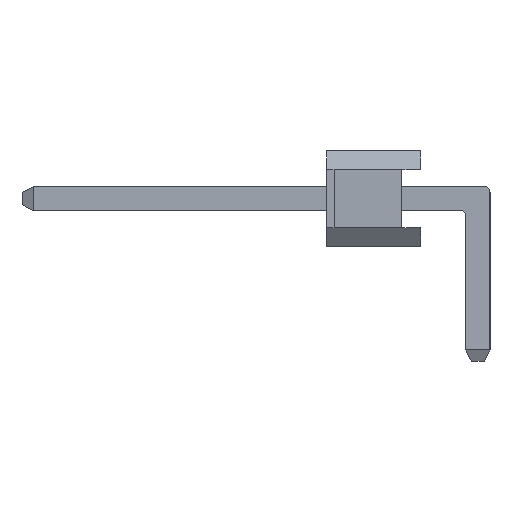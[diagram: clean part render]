
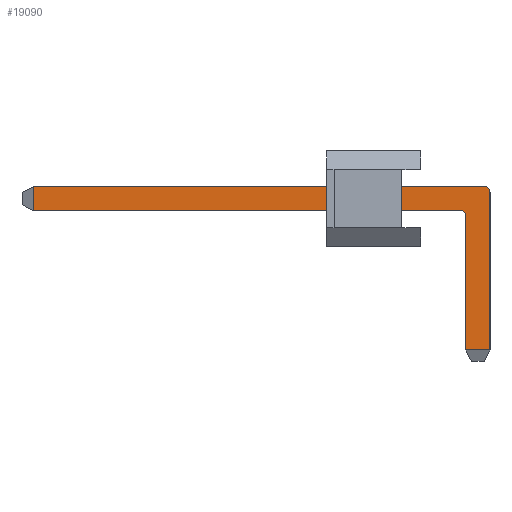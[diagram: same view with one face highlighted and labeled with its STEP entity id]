
A CAD part, left-side view. The second image highlights one B-rep face of the part: STEP entity #19090.
In plain terms, the highlighted planar face has unit normal (-1, 0, 0).
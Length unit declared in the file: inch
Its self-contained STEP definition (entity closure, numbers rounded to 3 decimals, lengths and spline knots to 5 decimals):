
#38 = EDGE_CURVE ( 'NONE', #2242, #9600, #16479, .T. ) ;
#138 = FACE_OUTER_BOUND ( 'NONE', #27552, .T. ) ;
#553 = LINE ( 'NONE', #30139, #24926 ) ;
#1065 = DIRECTION ( 'NONE',  ( -1., 0., 0. ) ) ;
#1484 = EDGE_CURVE ( 'NONE', #19008, #10211, #23028, .T. ) ;
#2242 = VERTEX_POINT ( 'NONE', #9562 ) ;
#2287 = LINE ( 'NONE', #30455, #14099 ) ;
#2660 = LINE ( 'NONE', #28019, #3395 ) ;
#2767 = EDGE_CURVE ( 'NONE', #9600, #23166, #2660, .T. ) ;
#3393 = EDGE_CURVE ( 'NONE', #23166, #14037, #2287, .T. ) ;
#3395 = VECTOR ( 'NONE', #16263, 39.37008 ) ;
#3515 = CIRCLE ( 'NONE', #9609, 0.00591 ) ;
#3693 = CARTESIAN_POINT ( 'NONE',  ( 0., 0.0252, 0.13976 ) ) ;
#3784 = ORIENTED_EDGE ( 'NONE', *, *, #21047, .T. ) ;
#3935 = CARTESIAN_POINT ( 'NONE',  ( 0., 0.0311, 0.13976 ) ) ;
#5106 = EDGE_CURVE ( 'NONE', #10211, #2242, #19524, .T. ) ;
#5417 = ORIENTED_EDGE ( 'NONE', *, *, #1484, .T. ) ;
#5563 = PLANE ( 'NONE',  #12852 ) ;
#6289 = DIRECTION ( 'NONE',  ( 0., 0., -1. ) ) ;
#6944 = VECTOR ( 'NONE', #26569, 39.37008 ) ;
#7629 = EDGE_CURVE ( 'NONE', #22287, #21374, #3515, .T. ) ;
#7696 = EDGE_CURVE ( 'NONE', #21374, #19008, #553, .T. ) ;
#7761 = CARTESIAN_POINT ( 'NONE',  ( 0., 0., -0.06614 ) ) ;
#8460 = ORIENTED_EDGE ( 'NONE', *, *, #5106, .T. ) ;
#8872 = ORIENTED_EDGE ( 'NONE', *, *, #2767, .T. ) ;
#9562 = CARTESIAN_POINT ( 'NONE',  ( 0., 0., 0.16496 ) ) ;
#9600 = VERTEX_POINT ( 'NONE', #23053 ) ;
#9609 = AXIS2_PLACEMENT_3D ( 'NONE', #3935, #20444, #6289 ) ;
#10207 = ORIENTED_EDGE ( 'NONE', *, *, #3393, .T. ) ;
#10211 = VERTEX_POINT ( 'NONE', #27763 ) ;
#10394 = DIRECTION ( 'NONE',  ( 0., -1., 0. ) ) ;
#10418 = CARTESIAN_POINT ( 'NONE',  ( 0., 0.47728, 0.14567 ) ) ;
#11870 = CARTESIAN_POINT ( 'NONE',  ( 0., 0.08279, 0.14567 ) ) ;
#11971 = VECTOR ( 'NONE', #29360, 39.37008 ) ;
#12852 = AXIS2_PLACEMENT_3D ( 'NONE', #17430, #24553, #10394 ) ;
#14037 = VERTEX_POINT ( 'NONE', #10418 ) ;
#14099 = VECTOR ( 'NONE', #28080, 39.37008 ) ;
#14876 = AXIS2_PLACEMENT_3D ( 'NONE', #15203, #1065, #17569 ) ;
#15203 = CARTESIAN_POINT ( 'NONE',  ( 0., 0.00591, 0.16496 ) ) ;
#15242 = CARTESIAN_POINT ( 'NONE',  ( 0., 0.08279, 0. ) ) ;
#16263 = DIRECTION ( 'NONE',  ( 0., 1., 0. ) ) ;
#16479 = CIRCLE ( 'NONE', #14876, 0.00591 ) ;
#16527 = DIRECTION ( 'NONE',  ( 0., -1., 0. ) ) ;
#17430 = CARTESIAN_POINT ( 'NONE',  ( 0., 0.08279, -0.06614 ) ) ;
#17569 = DIRECTION ( 'NONE',  ( 0., 1., 0. ) ) ;
#17633 = CARTESIAN_POINT ( 'NONE',  ( 0., 0.47728, 0.17087 ) ) ;
#18262 = ORIENTED_EDGE ( 'NONE', *, *, #7629, .T. ) ;
#19008 = VERTEX_POINT ( 'NONE', #21876 ) ;
#19090 = ADVANCED_FACE ( 'NONE', ( #138 ), #5563, .T. ) ;
#19524 = LINE ( 'NONE', #7761, #6944 ) ;
#20444 = DIRECTION ( 'NONE',  ( 1., 0., 0. ) ) ;
#20558 = ORIENTED_EDGE ( 'NONE', *, *, #38, .T. ) ;
#21047 = EDGE_CURVE ( 'NONE', #14037, #22287, #30107, .T. ) ;
#21374 = VERTEX_POINT ( 'NONE', #3693 ) ;
#21876 = CARTESIAN_POINT ( 'NONE',  ( 0., 0.0252, 0. ) ) ;
#22287 = VERTEX_POINT ( 'NONE', #26551 ) ;
#23028 = LINE ( 'NONE', #15242, #11971 ) ;
#23053 = CARTESIAN_POINT ( 'NONE',  ( 0., 0.00591, 0.17087 ) ) ;
#23121 = DIRECTION ( 'NONE',  ( 0., 0., -1. ) ) ;
#23166 = VERTEX_POINT ( 'NONE', #17633 ) ;
#23846 = VECTOR ( 'NONE', #16527, 39.37008 ) ;
#24499 = ORIENTED_EDGE ( 'NONE', *, *, #7696, .T. ) ;
#24553 = DIRECTION ( 'NONE',  ( -1., 0., 0. ) ) ;
#24926 = VECTOR ( 'NONE', #23121, 39.37008 ) ;
#26551 = CARTESIAN_POINT ( 'NONE',  ( 0., 0.0311, 0.14567 ) ) ;
#26569 = DIRECTION ( 'NONE',  ( 0., 0., 1. ) ) ;
#27552 = EDGE_LOOP ( 'NONE', ( #3784, #18262, #24499, #5417, #8460, #20558, #8872, #10207 ) ) ;
#27763 = CARTESIAN_POINT ( 'NONE',  ( 0., 0., 0. ) ) ;
#28019 = CARTESIAN_POINT ( 'NONE',  ( 0., 0.08279, 0.17087 ) ) ;
#28080 = DIRECTION ( 'NONE',  ( 0., 0., -1. ) ) ;
#29360 = DIRECTION ( 'NONE',  ( 0., -1., 0. ) ) ;
#30107 = LINE ( 'NONE', #11870, #23846 ) ;
#30139 = CARTESIAN_POINT ( 'NONE',  ( 0., 0.0252, -0.06614 ) ) ;
#30455 = CARTESIAN_POINT ( 'NONE',  ( 0., 0.47728, -0.06614 ) ) ;
